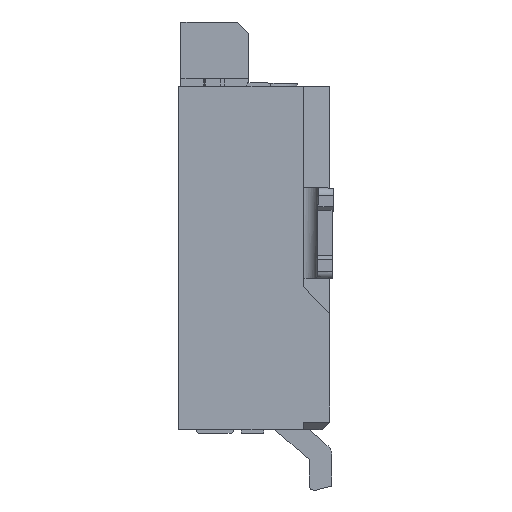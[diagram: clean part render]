
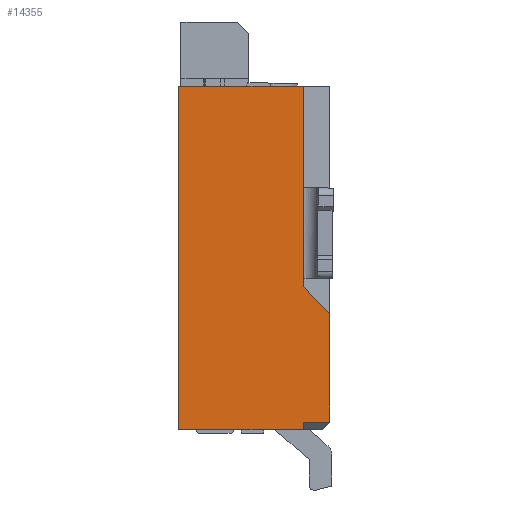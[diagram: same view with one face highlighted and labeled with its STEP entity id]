
A CAD part, left-side view. The second image highlights one B-rep face of the part: STEP entity #14355.
In plain terms, the highlighted planar face has unit normal (-1, 0, 0).
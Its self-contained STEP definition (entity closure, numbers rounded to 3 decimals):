
#66 = VERTEX_POINT ( 'NONE', #35480 ) ;
#627 = EDGE_CURVE ( 'NONE', #66, #34324, #6819, .T. ) ;
#716 = ORIENTED_EDGE ( 'NONE', *, *, #33046, .T. ) ;
#1006 = LINE ( 'NONE', #29674, #31212 ) ;
#3246 = ORIENTED_EDGE ( 'NONE', *, *, #627, .F. ) ;
#3308 = LINE ( 'NONE', #18104, #18414 ) ;
#3329 = CARTESIAN_POINT ( 'NONE',  ( -4.84, -1.65, 0.1 ) ) ;
#4637 = LINE ( 'NONE', #21084, #35801 ) ;
#5824 = VERTEX_POINT ( 'NONE', #23144 ) ;
#6819 = LINE ( 'NONE', #20433, #7751 ) ;
#6858 = DIRECTION ( 'NONE',  ( 0., 0., -1. ) ) ;
#7121 = EDGE_CURVE ( 'NONE', #23232, #5824, #14966, .T. ) ;
#7122 = LINE ( 'NONE', #21920, #15177 ) ;
#7722 = EDGE_LOOP ( 'NONE', ( #15974, #37553, #38449, #13395, #28991, #3246, #716, #18169, #35548 ) ) ;
#7751 = VECTOR ( 'NONE', #8391, 1000. ) ;
#8391 = DIRECTION ( 'NONE',  ( 0., 1., 0. ) ) ;
#9208 = VECTOR ( 'NONE', #19321, 1000. ) ;
#9310 = EDGE_CURVE ( 'NONE', #13497, #23232, #17235, .T. ) ;
#10478 = DIRECTION ( 'NONE',  ( 0., 1., 0. ) ) ;
#10653 = CARTESIAN_POINT ( 'NONE',  ( -4.84, -1.98, 1.55 ) ) ;
#11898 = CARTESIAN_POINT ( 'NONE',  ( -4.84, -0.55, 0. ) ) ;
#13145 = FACE_OUTER_BOUND ( 'NONE', #7722, .T. ) ;
#13395 = ORIENTED_EDGE ( 'NONE', *, *, #39082, .T. ) ;
#13497 = VERTEX_POINT ( 'NONE', #24290 ) ;
#13905 = CARTESIAN_POINT ( 'NONE',  ( -4.84, -1.65, 4.55 ) ) ;
#13910 = PLANE ( 'NONE',  #23148 ) ;
#14007 = VECTOR ( 'NONE', #10478, 1000. ) ;
#14055 = EDGE_CURVE ( 'NONE', #17115, #34324, #4637, .T. ) ;
#14355 = ADVANCED_FACE ( 'NONE', ( #13145 ), #13910, .T. ) ;
#14966 = LINE ( 'NONE', #31585, #14007 ) ;
#15177 = VECTOR ( 'NONE', #6858, 1000. ) ;
#15273 = DIRECTION ( 'NONE',  ( 0., 0., 1. ) ) ;
#15974 = ORIENTED_EDGE ( 'NONE', *, *, #9310, .T. ) ;
#16944 = DIRECTION ( 'NONE',  ( -1., 0., 0. ) ) ;
#17115 = VERTEX_POINT ( 'NONE', #34418 ) ;
#17235 = LINE ( 'NONE', #28276, #9208 ) ;
#17688 = DIRECTION ( 'NONE',  ( 0., 0.689, 0.725 ) ) ;
#17975 = CARTESIAN_POINT ( 'NONE',  ( -4.84, -1.1, 0. ) ) ;
#18104 = CARTESIAN_POINT ( 'NONE',  ( -4.84, -1.95, 1.55 ) ) ;
#18169 = ORIENTED_EDGE ( 'NONE', *, *, #26291, .T. ) ;
#18414 = VECTOR ( 'NONE', #33140, 1000. ) ;
#19203 = EDGE_CURVE ( 'NONE', #5824, #29935, #7122, .T. ) ;
#19321 = DIRECTION ( 'NONE',  ( 0., 0., 1. ) ) ;
#20071 = EDGE_CURVE ( 'NONE', #24182, #13497, #1006, .T. ) ;
#20433 = CARTESIAN_POINT ( 'NONE',  ( -4.84, 0., 0.1 ) ) ;
#21084 = CARTESIAN_POINT ( 'NONE',  ( -4.84, -1.65, 2.58 ) ) ;
#21345 = CARTESIAN_POINT ( 'NONE',  ( -4.84, -2., 1.55 ) ) ;
#21920 = CARTESIAN_POINT ( 'NONE',  ( -4.84, 0., 2.58 ) ) ;
#23144 = CARTESIAN_POINT ( 'NONE',  ( -4.84, 0., 4.55 ) ) ;
#23148 = AXIS2_PLACEMENT_3D ( 'NONE', #31976, #16944, #38046 ) ;
#23232 = VERTEX_POINT ( 'NONE', #13905 ) ;
#23627 = CARTESIAN_POINT ( 'NONE',  ( -4.84, -2., 2.58 ) ) ;
#24182 = VERTEX_POINT ( 'NONE', #10653 ) ;
#24290 = CARTESIAN_POINT ( 'NONE',  ( -4.84, -1.65, 1.897 ) ) ;
#24955 = VECTOR ( 'NONE', #35745, 1000. ) ;
#26291 = EDGE_CURVE ( 'NONE', #29194, #24182, #3308, .T. ) ;
#27627 = B_SPLINE_CURVE_WITH_KNOTS ( 'NONE', 3,
 ( #32996, #11898, #17975, #39079 ),
 .UNSPECIFIED., .F., .F.,
 ( 4, 4 ),
 ( 0., 1. ),
 .UNSPECIFIED. ) ;
#28276 = CARTESIAN_POINT ( 'NONE',  ( -4.84, -1.65, 1.55 ) ) ;
#28991 = ORIENTED_EDGE ( 'NONE', *, *, #14055, .T. ) ;
#29194 = VERTEX_POINT ( 'NONE', #21345 ) ;
#29674 = CARTESIAN_POINT ( 'NONE',  ( -4.84, -1.98, 1.55 ) ) ;
#29935 = VERTEX_POINT ( 'NONE', #34304 ) ;
#31212 = VECTOR ( 'NONE', #17688, 1000. ) ;
#31585 = CARTESIAN_POINT ( 'NONE',  ( -4.84, -1.95, 4.55 ) ) ;
#31976 = CARTESIAN_POINT ( 'NONE',  ( -4.84, -1.95, 2.58 ) ) ;
#32016 = LINE ( 'NONE', #23627, #24955 ) ;
#32996 = CARTESIAN_POINT ( 'NONE',  ( -4.84, 0., 0. ) ) ;
#33046 = EDGE_CURVE ( 'NONE', #66, #29194, #32016, .T. ) ;
#33140 = DIRECTION ( 'NONE',  ( 0., 1., 0. ) ) ;
#34304 = CARTESIAN_POINT ( 'NONE',  ( -4.84, 0., 0. ) ) ;
#34324 = VERTEX_POINT ( 'NONE', #3329 ) ;
#34418 = CARTESIAN_POINT ( 'NONE',  ( -4.84, -1.65, 0. ) ) ;
#35480 = CARTESIAN_POINT ( 'NONE',  ( -4.84, -2., 0.1 ) ) ;
#35548 = ORIENTED_EDGE ( 'NONE', *, *, #20071, .T. ) ;
#35745 = DIRECTION ( 'NONE',  ( 0., 0., 1. ) ) ;
#35801 = VECTOR ( 'NONE', #15273, 1000. ) ;
#37553 = ORIENTED_EDGE ( 'NONE', *, *, #7121, .T. ) ;
#38046 = DIRECTION ( 'NONE',  ( 0., 0., 1. ) ) ;
#38449 = ORIENTED_EDGE ( 'NONE', *, *, #19203, .T. ) ;
#39079 = CARTESIAN_POINT ( 'NONE',  ( -4.84, -1.65, 0. ) ) ;
#39082 = EDGE_CURVE ( 'NONE', #29935, #17115, #27627, .T. ) ;
